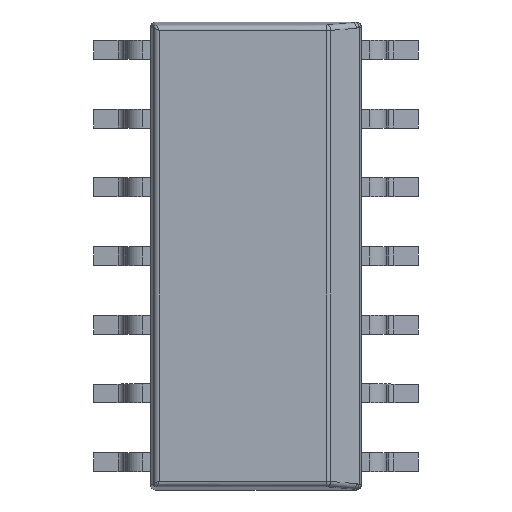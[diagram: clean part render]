
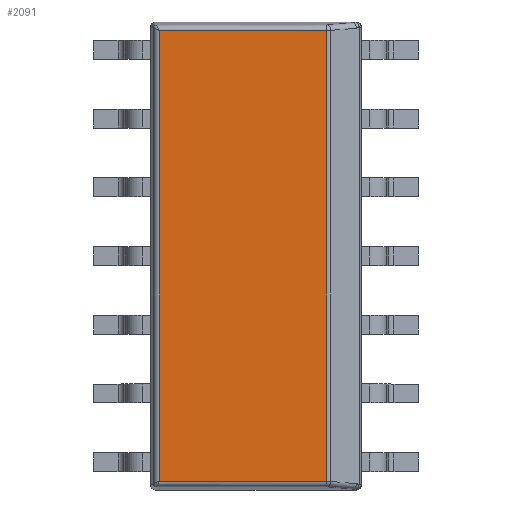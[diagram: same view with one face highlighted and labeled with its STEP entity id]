
A CAD part, top view. The second image highlights one B-rep face of the part: STEP entity #2091.
In plain terms, the highlighted planar face has unit normal (0, 0, 1).
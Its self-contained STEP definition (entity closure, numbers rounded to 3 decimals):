
#1683 = VERTEX_POINT('',#1684);
#1684 = CARTESIAN_POINT('',(-1.793,-4.168,1.65));
#1696 = EDGE_CURVE('',#1683,#1697,#1699,.T.);
#1697 = VERTEX_POINT('',#1698);
#1698 = CARTESIAN_POINT('',(-1.793,4.168,1.65));
#1699 = LINE('',#1700,#1701);
#1700 = CARTESIAN_POINT('',(-1.793,-4.225,1.65));
#1701 = VECTOR('',#1702,1.);
#1702 = DIRECTION('',(0.,1.,0.));
#2091 = ADVANCED_FACE('',(#2092),#2117,.T.);
#2092 = FACE_BOUND('',#2093,.T.);
#2093 = EDGE_LOOP('',(#2094,#2102,#2110,#2116));
#2094 = ORIENTED_EDGE('',*,*,#2095,.F.);
#2095 = EDGE_CURVE('',#2096,#1683,#2098,.T.);
#2096 = VERTEX_POINT('',#2097);
#2097 = CARTESIAN_POINT('',(1.309,-4.168,1.65));
#2098 = LINE('',#2099,#2100);
#2099 = CARTESIAN_POINT('',(1.35,-4.168,1.65));
#2100 = VECTOR('',#2101,1.);
#2101 = DIRECTION('',(-1.,0.,0.));
#2102 = ORIENTED_EDGE('',*,*,#2103,.T.);
#2103 = EDGE_CURVE('',#2096,#2104,#2106,.T.);
#2104 = VERTEX_POINT('',#2105);
#2105 = CARTESIAN_POINT('',(1.309,4.168,1.65));
#2106 = LINE('',#2107,#2108);
#2107 = CARTESIAN_POINT('',(1.309,-4.259,1.65));
#2108 = VECTOR('',#2109,1.);
#2109 = DIRECTION('',(0.,1.,0.));
#2110 = ORIENTED_EDGE('',*,*,#2111,.F.);
#2111 = EDGE_CURVE('',#1697,#2104,#2112,.T.);
#2112 = LINE('',#2113,#2114);
#2113 = CARTESIAN_POINT('',(-1.85,4.168,1.65));
#2114 = VECTOR('',#2115,1.);
#2115 = DIRECTION('',(1.,0.,0.));
#2116 = ORIENTED_EDGE('',*,*,#1696,.F.);
#2117 = PLANE('',#2118);
#2118 = AXIS2_PLACEMENT_3D('',#2119,#2120,#2121);
#2119 = CARTESIAN_POINT('',(0.,0.,1.65)
  );
#2120 = DIRECTION('',(0.,0.,1.));
#2121 = DIRECTION('',(1.,0.,0.));
